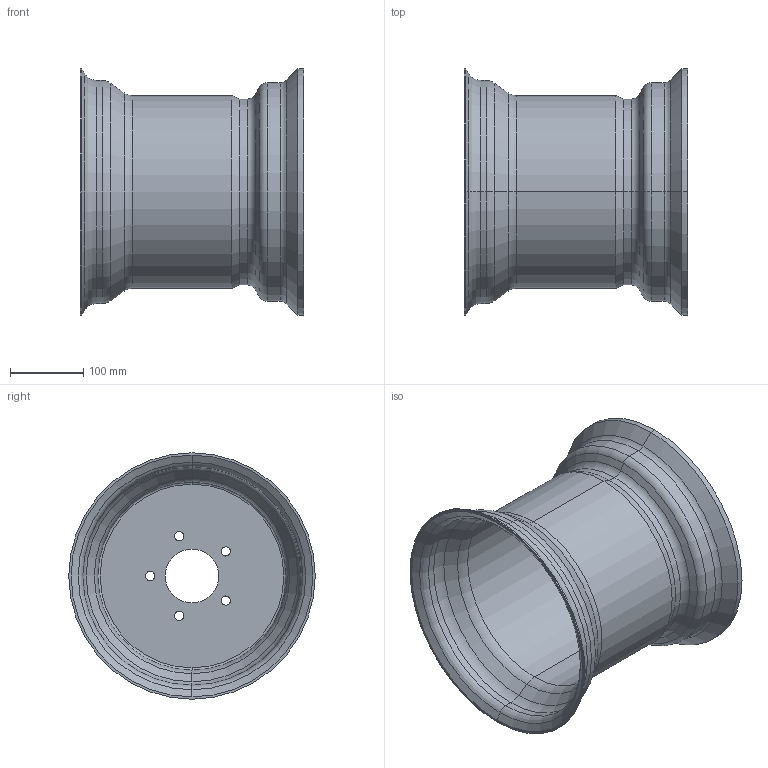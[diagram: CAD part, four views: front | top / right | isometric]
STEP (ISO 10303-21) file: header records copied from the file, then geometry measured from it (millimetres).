
FILE_DESCRIPTION (( 'STEP AP203' ), '1' );
FILE_NAME ('2158203564_Default_sldprt.STEP', '2023-01-20T01:25:08', ( '' ), ( '' ), 'SwSTEP 2.0', 'SolidWorks 2022', '' );
FILE_SCHEMA (( 'CONFIG_CONTROL_DESIGN' ));
Length unit declared in the file: inch
Products named in the file (1): 2158203564_Default_sldprt
Bounding box: 304.8 x 336.55 x 336.55 mm (x, y, z)
Volume: 1326369.9 mm3; surface area: 677415.1 mm2
Topology: 1 solids, 1 shells, 84 faces, 178 edges, 98 vertices
Faces by surface type: cylinder 34, torus 28, cone 18, plane 4
Entity records: 2355 total; most frequent: DIRECTION 474, CARTESIAN_POINT 361, ORIENTED_EDGE 356, AXIS2_PLACEMENT_3D 211, EDGE_CURVE 178, CIRCLE 126, VERTEX_POINT 98, EDGE_LOOP 98
